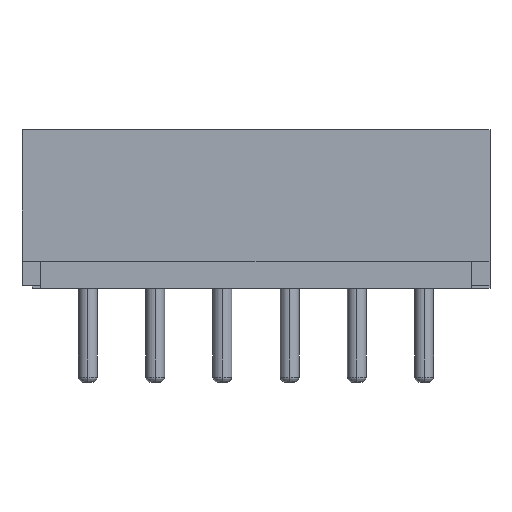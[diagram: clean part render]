
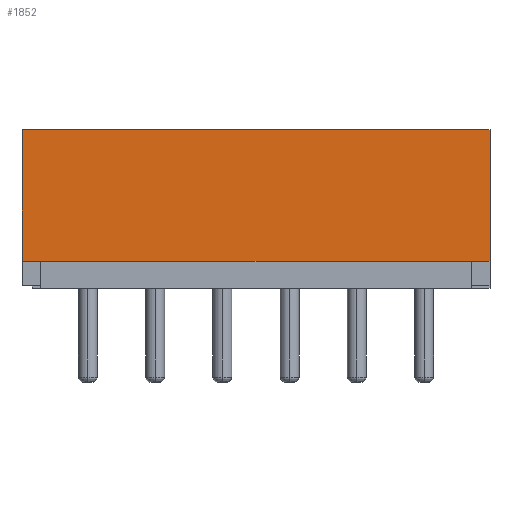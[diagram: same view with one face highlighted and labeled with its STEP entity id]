
A CAD part, top view. The second image highlights one B-rep face of the part: STEP entity #1852.
In plain terms, the highlighted planar face has unit normal (0, 0, 1).
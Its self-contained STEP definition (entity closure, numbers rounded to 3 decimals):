
#61=DIRECTION('',(0.,1.,0.));
#62=VECTOR('',#61,4.9);
#63=CARTESIAN_POINT('',(8.7,-1.95,2.47));
#64=LINE('',#63,#62);
#109=DIRECTION('',(1.,0.,0.));
#110=VECTOR('',#109,17.4);
#111=CARTESIAN_POINT('',(-8.7,2.95,2.47));
#112=LINE('',#111,#110);
#205=DIRECTION('',(0.,1.,0.));
#206=VECTOR('',#205,4.9);
#207=CARTESIAN_POINT('',(-8.7,-1.95,2.47));
#208=LINE('',#207,#206);
#213=DIRECTION('',(1.,0.,0.));
#214=VECTOR('',#213,17.4);
#215=CARTESIAN_POINT('',(-8.7,-1.95,2.47));
#216=LINE('',#215,#214);
#1249=CARTESIAN_POINT('',(-8.7,2.95,2.47));
#1250=CARTESIAN_POINT('',(8.7,2.95,2.47));
#1251=VERTEX_POINT('',#1249);
#1252=VERTEX_POINT('',#1250);
#1287=CARTESIAN_POINT('',(8.7,-1.95,2.47));
#1288=VERTEX_POINT('',#1287);
#1321=CARTESIAN_POINT('',(-8.7,-1.95,2.47));
#1322=VERTEX_POINT('',#1321);
#1840=CARTESIAN_POINT('',(-8.7,-2.95,2.47));
#1841=DIRECTION('',(0.,0.,1.));
#1842=DIRECTION('',(1.,0.,0.));
#1843=AXIS2_PLACEMENT_3D('',#1840,#1841,#1842);
#1844=PLANE('',#1843);
#1846=ORIENTED_EDGE('',*,*,#1845,.F.);
#1847=ORIENTED_EDGE('',*,*,#1811,.T.);
#1848=ORIENTED_EDGE('',*,*,#1751,.T.);
#1849=ORIENTED_EDGE('',*,*,#1691,.F.);
#1850=EDGE_LOOP('',(#1846,#1847,#1848,#1849));
#1851=FACE_OUTER_BOUND('',#1850,.F.);
#1852=ADVANCED_FACE('',(#1851),#1844,.T.);
#1691=EDGE_CURVE('',#1288,#1252,#64,.T.);
#1751=EDGE_CURVE('',#1251,#1252,#112,.T.);
#1811=EDGE_CURVE('',#1322,#1251,#208,.T.);
#1845=EDGE_CURVE('',#1322,#1288,#216,.T.);
